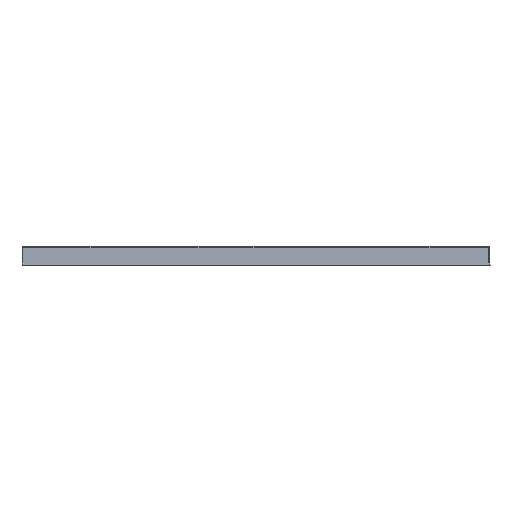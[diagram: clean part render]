
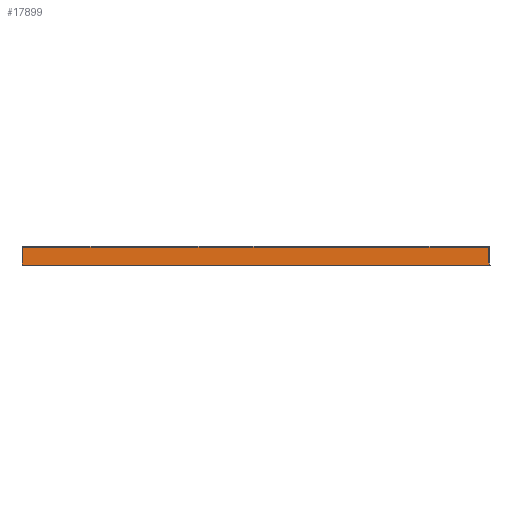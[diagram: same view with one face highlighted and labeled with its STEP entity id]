
A CAD part, top view. The second image highlights one B-rep face of the part: STEP entity #17899.
In plain terms, the highlighted planar face has unit normal (0, 0.035, 0.999).
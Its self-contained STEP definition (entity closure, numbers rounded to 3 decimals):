
#1=CARTESIAN_POINT('',(390.,-2.039,436.174));
#2=CARTESIAN_POINT('',(411.432,-2.039,436.174));
#3=CARTESIAN_POINT('',(453.946,-2.028,436.174));
#4=CARTESIAN_POINT('',(519.325,-1.991,436.173));
#5=CARTESIAN_POINT('',(566.784,-1.955,436.17));
#6=CARTESIAN_POINT('',(593.159,-1.934,436.171));
#7=CARTESIAN_POINT('',(596.672,-1.932,436.171));
#9=DIRECTION('',(0.035,-0.999,0.035));
#10=VECTOR('',#9,38.115);
#11=CARTESIAN_POINT('',(596.672,-1.932,436.171));
#12=LINE('',#11,#10);
#13=DIRECTION('',(0.,-0.999,0.035));
#14=VECTOR('',#13,37.985);
#15=CARTESIAN_POINT('',(-400.,-2.038,436.174));
#16=LINE('',#15,#14);
#102=DIRECTION('',(1.,0.,0.));
#103=VECTOR('',#102,998.001);
#104=CARTESIAN_POINT('',(-400.,-40.,437.5));
#105=LINE('',#104,#103);
#587=CARTESIAN_POINT('',(390.,-2.039,436.174));
#588=CARTESIAN_POINT('',(382.521,-2.039,436.174));
#589=CARTESIAN_POINT('',(367.914,-2.038,436.174));
#590=CARTESIAN_POINT('',(347.324,-2.035,436.174));
#591=CARTESIAN_POINT('',(327.249,-2.032,436.174));
#592=CARTESIAN_POINT('',(306.81,-2.027,436.174));
#593=CARTESIAN_POINT('',(284.526,-2.02,436.174));
#594=CARTESIAN_POINT('',(261.408,-2.012,436.173));
#595=CARTESIAN_POINT('',(236.609,-2.003,436.173));
#596=CARTESIAN_POINT('',(208.467,-1.993,436.173));
#597=CARTESIAN_POINT('',(177.16,-1.981,436.172));
#598=CARTESIAN_POINT('',(141.394,-1.967,436.172));
#599=CARTESIAN_POINT('',(114.374,-1.959,436.172));
#600=CARTESIAN_POINT('',(100.087,-1.955,436.171));
#632=DIRECTION('',(-1.,0.,0.));
#633=VECTOR('',#632,100.087);
#634=CARTESIAN_POINT('',(100.087,-1.955,436.171));
#635=LINE('',#634,#633);
#641=DIRECTION('',(-1.,0.,0.));
#642=VECTOR('',#641,100.087);
#643=CARTESIAN_POINT('',(0.,-1.955,
436.171));
#644=LINE('',#643,#642);
#675=CARTESIAN_POINT('',(-100.087,-1.955,436.171));
#676=CARTESIAN_POINT('',(-132.117,-1.964,436.172));
#677=CARTESIAN_POINT('',(-196.299,-1.983,436.172));
#678=CARTESIAN_POINT('',(-292.936,-2.011,436.173));
#679=CARTESIAN_POINT('',(-357.605,-2.029,436.174));
#680=CARTESIAN_POINT('',(-390.,-2.039,436.174));
#690=DIRECTION('',(-1.,0.,0.));
#691=VECTOR('',#690,10.);
#692=CARTESIAN_POINT('',(-390.,-2.039,436.174));
#693=LINE('',#692,#691);
#16294=CARTESIAN_POINT('',(-400.,-2.038,
436.174));
#16295=CARTESIAN_POINT('',(-400.,-40.,437.5));
#16296=VERTEX_POINT('',#16294);
#16297=VERTEX_POINT('',#16295);
#16298=CARTESIAN_POINT('',(-390.,-2.039,
436.174));
#16299=VERTEX_POINT('',#16298);
#16300=VERTEX_POINT('',#675);
#16301=CARTESIAN_POINT('',(0.,-1.955,
436.171));
#16302=VERTEX_POINT('',#16301);
#16303=CARTESIAN_POINT('',(100.087,-1.955,
436.171));
#16304=VERTEX_POINT('',#16303);
#16305=VERTEX_POINT('',#587);
#16306=VERTEX_POINT('',#7);
#16307=CARTESIAN_POINT('',(598.001,-40.,
437.5));
#16308=VERTEX_POINT('',#16307);
#17874=CARTESIAN_POINT('',(99.001,-20.966,
436.835));
#17875=DIRECTION('',(0.,0.035,0.999));
#17876=DIRECTION('',(0.,0.999,-0.035));
#17877=AXIS2_PLACEMENT_3D('',#17874,#17875,#17876);
#17878=PLANE('',#17877);
#17880=ORIENTED_EDGE('',*,*,#17879,.F.);
#17882=ORIENTED_EDGE('',*,*,#17881,.F.);
#17884=ORIENTED_EDGE('',*,*,#17883,.F.);
#17886=ORIENTED_EDGE('',*,*,#17885,.F.);
#17888=ORIENTED_EDGE('',*,*,#17887,.F.);
#17890=ORIENTED_EDGE('',*,*,#17889,.F.);
#17892=ORIENTED_EDGE('',*,*,#17891,.T.);
#17894=ORIENTED_EDGE('',*,*,#17893,.T.);
#17896=ORIENTED_EDGE('',*,*,#17895,.F.);
#17897=EDGE_LOOP('',(#17880,#17882,#17884,#17886,#17888,#17890,#17892,#17894,
#17896));
#17898=FACE_OUTER_BOUND('',#17897,.F.);
#17899=ADVANCED_FACE('',(#17898),#17878,.T.);
#8=B_SPLINE_CURVE_WITH_KNOTS('',3,(#1,#2,#3,#4,#5,#6,#7),.UNSPECIFIED.,.F.,.F.,(
4,1,1,1,4),(0.,0.311,0.617,0.949,1.),
.UNSPECIFIED.);
#601=B_SPLINE_CURVE_WITH_KNOTS('',3,(#587,#588,#589,#590,#591,#592,#593,#594,
#595,#596,#597,#598,#599,#600),.UNSPECIFIED.,.F.,.F.,(4,1,1,1,1,1,1,1,1,1,1,4),(
0.,0.091,0.182,0.273,0.364,
0.455,0.545,0.636,0.727,
0.818,0.909,1.),.UNSPECIFIED.);
#681=B_SPLINE_CURVE_WITH_KNOTS('',3,(#675,#676,#677,#678,#679,#680),
.UNSPECIFIED.,.F.,.F.,(4,1,1,4),(0.,0.333,0.667,1.),
.UNSPECIFIED.);
#17879=EDGE_CURVE('',#16296,#16297,#16,.T.);
#17881=EDGE_CURVE('',#16299,#16296,#693,.T.);
#17883=EDGE_CURVE('',#16300,#16299,#681,.T.);
#17885=EDGE_CURVE('',#16302,#16300,#644,.T.);
#17887=EDGE_CURVE('',#16304,#16302,#635,.T.);
#17889=EDGE_CURVE('',#16305,#16304,#601,.T.);
#17891=EDGE_CURVE('',#16305,#16306,#8,.T.);
#17893=EDGE_CURVE('',#16306,#16308,#12,.T.);
#17895=EDGE_CURVE('',#16297,#16308,#105,.T.);
